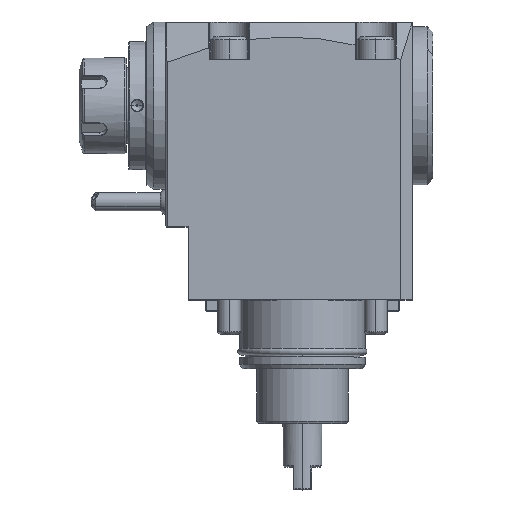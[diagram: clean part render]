
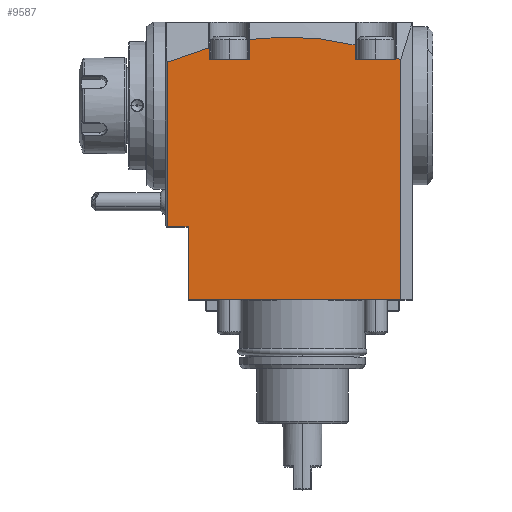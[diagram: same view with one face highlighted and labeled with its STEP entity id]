
A CAD part, top view. The second image highlights one B-rep face of the part: STEP entity #9587.
In plain terms, the highlighted planar face has unit normal (0, 0, 1).
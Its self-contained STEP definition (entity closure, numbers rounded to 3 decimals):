
#1789=DIRECTION('',(0.,1.,0.));
#1790=VECTOR('',#1789,104.954);
#1791=CARTESIAN_POINT('',(103.,0.,42.5));
#1792=LINE('',#1791,#1790);
#1806=CARTESIAN_POINT('',(103.,104.954,42.5));
#1820=DIRECTION('',(-1.,0.,0.));
#1821=VECTOR('',#1820,93.);
#1822=CARTESIAN_POINT('',(103.,0.,42.5));
#1823=LINE('',#1822,#1821);
#2327=DIRECTION('',(0.,1.,0.));
#2328=VECTOR('',#2327,32.);
#2329=CARTESIAN_POINT('',(10.,0.,42.5));
#2330=LINE('',#2329,#2328);
#2331=DIRECTION('',(1.,0.,0.));
#2332=VECTOR('',#2331,9.);
#2333=CARTESIAN_POINT('',(1.,32.,42.5));
#2334=LINE('',#2333,#2332);
#2335=DIRECTION('',(0.,1.,0.));
#2336=VECTOR('',#2335,71.4);
#2337=CARTESIAN_POINT('',(1.,32.5,42.5));
#2338=LINE('',#2337,#2336);
#2339=CARTESIAN_POINT('',(18.964,110.187,42.5));
#2340=CARTESIAN_POINT('',(12.837,108.491,42.5));
#2341=CARTESIAN_POINT('',(6.855,106.378,42.5));
#2342=CARTESIAN_POINT('',(1.,103.9,42.5));
#2344=DIRECTION('',(-0.268,0.963,0.));
#2345=VECTOR('',#2344,2.);
#2346=CARTESIAN_POINT('',(19.5,108.26,42.5));
#2347=LINE('',#2346,#2345);
#2348=DIRECTION('',(0.,-1.,0.));
#2349=VECTOR('',#2348,3.26);
#2350=CARTESIAN_POINT('',(19.5,108.26,42.5));
#2351=LINE('',#2350,#2349);
#2352=DIRECTION('',(0.,-1.,0.));
#2353=VECTOR('',#2352,8.865);
#2354=CARTESIAN_POINT('',(37.,113.865,42.5));
#2355=LINE('',#2354,#2353);
#2356=CARTESIAN_POINT('',(37.,113.865,42.5));
#2357=CARTESIAN_POINT('',(52.484,115.895,42.5));
#2358=CARTESIAN_POINT('',(67.814,115.013,42.5));
#2359=CARTESIAN_POINT('',(83.,111.373,42.5));
#2361=DIRECTION('',(0.,1.,0.));
#2362=VECTOR('',#2361,6.373);
#2363=CARTESIAN_POINT('',(83.,105.,42.5));
#2364=LINE('',#2363,#2362);
#2365=DIRECTION('',(-0.275,-0.961,0.));
#2366=VECTOR('',#2365,0.752);
#2367=CARTESIAN_POINT('',(101.05,105.723,42.5));
#2368=LINE('',#2367,#2366);
#2369=CARTESIAN_POINT('',(101.05,105.723,42.5));
#2370=CARTESIAN_POINT('',(101.702,105.471,42.5));
#2371=CARTESIAN_POINT('',(102.352,105.215,42.5));
#2372=CARTESIAN_POINT('',(103.,104.954,42.5));
#2374=DIRECTION('',(0.,1.,0.));
#2375=VECTOR('',#2374,0.5);
#2376=CARTESIAN_POINT('',(1.,32.,42.5));
#2377=LINE('',#2376,#2375);
#2398=CARTESIAN_POINT('',(1.,103.9,42.5));
#2624=DIRECTION('',(-1.,0.,0.));
#2625=VECTOR('',#2624,17.843);
#2626=CARTESIAN_POINT('',(100.843,105.,42.5));
#2627=LINE('',#2626,#2625);
#2668=CARTESIAN_POINT('',(37.,113.865,42.5));
#2686=DIRECTION('',(-1.,0.,0.));
#2687=VECTOR('',#2686,17.5);
#2688=CARTESIAN_POINT('',(37.,105.,42.5));
#2689=LINE('',#2688,#2687);
#4651=CARTESIAN_POINT('',(19.5,105.,42.5));
#4652=VERTEX_POINT('',#4651);
#4655=VERTEX_POINT('',#2398);
#4669=VERTEX_POINT('',#1806);
#4678=CARTESIAN_POINT('',(19.5,108.26,42.5));
#4679=CARTESIAN_POINT('',(18.964,110.187,42.5));
#4680=VERTEX_POINT('',#4678);
#4681=VERTEX_POINT('',#4679);
#4682=CARTESIAN_POINT('',(101.05,105.723,42.5));
#4683=VERTEX_POINT('',#4682);
#4685=VERTEX_POINT('',#2668);
#4686=CARTESIAN_POINT('',(37.,105.,42.5));
#4687=VERTEX_POINT('',#4686);
#4708=VERTEX_POINT('',#2359);
#4719=CARTESIAN_POINT('',(100.843,105.,42.5));
#4720=VERTEX_POINT('',#4719);
#4726=CARTESIAN_POINT('',(83.,105.,42.5));
#4728=VERTEX_POINT('',#4726);
#5286=CARTESIAN_POINT('',(103.,0.,42.5));
#5287=VERTEX_POINT('',#5286);
#5333=CARTESIAN_POINT('',(10.,0.,42.5));
#5335=VERTEX_POINT('',#5333);
#5336=CARTESIAN_POINT('',(1.,32.,42.5));
#5337=CARTESIAN_POINT('',(10.,32.,42.5));
#5338=VERTEX_POINT('',#5336);
#5339=VERTEX_POINT('',#5337);
#5377=CARTESIAN_POINT('',(1.,32.5,42.5));
#5379=VERTEX_POINT('',#5377);
#9552=CARTESIAN_POINT('',(0.,121.5,42.5));
#9553=DIRECTION('',(0.,0.,1.));
#9554=DIRECTION('',(0.,-1.,0.));
#9555=AXIS2_PLACEMENT_3D('',#9552,#9553,#9554);
#9556=PLANE('',#9555);
#9557=ORIENTED_EDGE('',*,*,#8710,.F.);
#9558=ORIENTED_EDGE('',*,*,#8731,.T.);
#9559=ORIENTED_EDGE('',*,*,#9545,.T.);
#9560=ORIENTED_EDGE('',*,*,#9534,.F.);
#9562=ORIENTED_EDGE('',*,*,#9561,.T.);
#9564=ORIENTED_EDGE('',*,*,#9563,.T.);
#9566=ORIENTED_EDGE('',*,*,#9565,.F.);
#9568=ORIENTED_EDGE('',*,*,#9567,.F.);
#9570=ORIENTED_EDGE('',*,*,#9569,.T.);
#9572=ORIENTED_EDGE('',*,*,#9571,.F.);
#9574=ORIENTED_EDGE('',*,*,#9573,.F.);
#9576=ORIENTED_EDGE('',*,*,#9575,.T.);
#9578=ORIENTED_EDGE('',*,*,#9577,.F.);
#9580=ORIENTED_EDGE('',*,*,#9579,.F.);
#9582=ORIENTED_EDGE('',*,*,#9581,.F.);
#9584=ORIENTED_EDGE('',*,*,#9583,.T.);
#9585=EDGE_LOOP('',(#9557,#9558,#9559,#9560,#9562,#9564,#9566,#9568,#9570,#9572,
#9574,#9576,#9578,#9580,#9582,#9584));
#9586=FACE_OUTER_BOUND('',#9585,.F.);
#2343=B_SPLINE_CURVE_WITH_KNOTS('',3,(#2339,#2340,#2341,#2342),.UNSPECIFIED.,
.F.,.F.,(4,4),(0.,1.),.UNSPECIFIED.);
#2360=B_SPLINE_CURVE_WITH_KNOTS('',3,(#2356,#2357,#2358,#2359),.UNSPECIFIED.,
.F.,.F.,(4,4),(0.,1.),.UNSPECIFIED.);
#2373=B_SPLINE_CURVE_WITH_KNOTS('',3,(#2369,#2370,#2371,#2372),.UNSPECIFIED.,
.F.,.F.,(4,4),(0.,1.),.UNSPECIFIED.);
#8710=EDGE_CURVE('',#5287,#4669,#1792,.T.);
#8731=EDGE_CURVE('',#5287,#5335,#1823,.T.);
#9534=EDGE_CURVE('',#5338,#5339,#2334,.T.);
#9545=EDGE_CURVE('',#5335,#5339,#2330,.T.);
#9561=EDGE_CURVE('',#5338,#5379,#2377,.T.);
#9563=EDGE_CURVE('',#5379,#4655,#2338,.T.);
#9565=EDGE_CURVE('',#4681,#4655,#2343,.T.);
#9567=EDGE_CURVE('',#4680,#4681,#2347,.T.);
#9569=EDGE_CURVE('',#4680,#4652,#2351,.T.);
#9571=EDGE_CURVE('',#4687,#4652,#2689,.T.);
#9573=EDGE_CURVE('',#4685,#4687,#2355,.T.);
#9575=EDGE_CURVE('',#4685,#4708,#2360,.T.);
#9577=EDGE_CURVE('',#4728,#4708,#2364,.T.);
#9579=EDGE_CURVE('',#4720,#4728,#2627,.T.);
#9581=EDGE_CURVE('',#4683,#4720,#2368,.T.);
#9583=EDGE_CURVE('',#4683,#4669,#2373,.T.);
#9587=ADVANCED_FACE('',(#9586),#9556,.T.);
